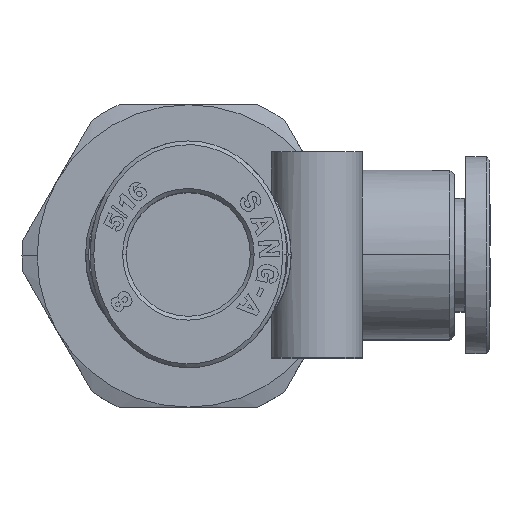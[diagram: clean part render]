
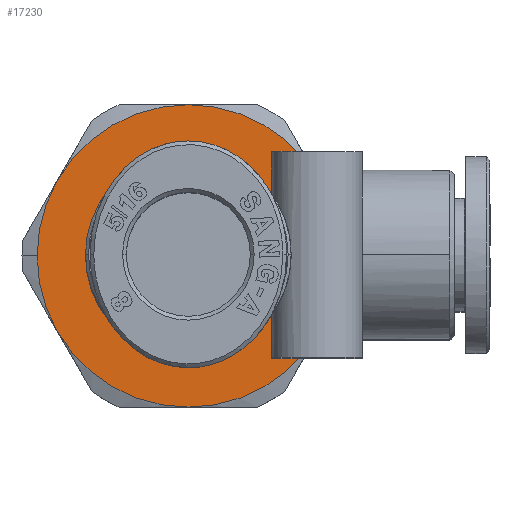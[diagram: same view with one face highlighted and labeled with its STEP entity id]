
A CAD part, top view. The second image highlights one B-rep face of the part: STEP entity #17230.
In plain terms, the highlighted face is planar.
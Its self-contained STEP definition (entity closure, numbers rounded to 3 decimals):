
#1229 = ORIENTED_EDGE ( 'NONE', *, *, #41856, .T. ) ;
#1548 = AXIS2_PLACEMENT_3D ( 'NONE', #11840, #14701, #8432 ) ;
#1646 = PLANE ( 'NONE',  #13246 ) ;
#2104 = CARTESIAN_POINT ( 'NONE',  ( 37.8, 0., -0.05 ) ) ;
#2942 = FACE_BOUND ( 'NONE', #23419, .T. ) ;
#3156 = CARTESIAN_POINT ( 'NONE',  ( 37.8, 0., 6.75 ) ) ;
#4030 = CIRCLE ( 'NONE', #22584, 10. ) ;
#4978 = CIRCLE ( 'NONE', #20662, 10. ) ;
#7267 = CIRCLE ( 'NONE', #14336, 10. ) ;
#7385 = VERTEX_POINT ( 'NONE', #3156 ) ;
#8432 = DIRECTION ( 'NONE',  ( 0., 1., 0. ) ) ;
#8648 = DIRECTION ( 'NONE',  ( 0., 0., 1. ) ) ;
#9702 = CARTESIAN_POINT ( 'NONE',  ( 37.8, 0., -0.05 ) ) ;
#10078 = DIRECTION ( 'NONE',  ( 0., 1., 0. ) ) ;
#10211 = CARTESIAN_POINT ( 'NONE',  ( 37.8, -10., -0.05 ) ) ;
#10364 = DIRECTION ( 'NONE',  ( -1., 0., 0. ) ) ;
#11048 = CIRCLE ( 'NONE', #17240, 10. ) ;
#11143 = AXIS2_PLACEMENT_3D ( 'NONE', #17778, #41564, #21194 ) ;
#11840 = CARTESIAN_POINT ( 'NONE',  ( 37.8, 0., -0.05 ) ) ;
#13246 = AXIS2_PLACEMENT_3D ( 'NONE', #39145, #29059, #8648 ) ;
#14336 = AXIS2_PLACEMENT_3D ( 'NONE', #21127, #41638, #28266 ) ;
#14401 = VERTEX_POINT ( 'NONE', #31056 ) ;
#14701 = DIRECTION ( 'NONE',  ( -1., 0., 0. ) ) ;
#15101 = VERTEX_POINT ( 'NONE', #19945 ) ;
#15985 = DIRECTION ( 'NONE',  ( -1., 0., 0. ) ) ;
#16351 = EDGE_CURVE ( 'NONE', #26391, #34887, #7267, .T. ) ;
#16804 = DIRECTION ( 'NONE',  ( -1., 0., 0. ) ) ;
#17230 = ADVANCED_FACE ( 'NONE', ( #2942, #40725 ), #1646, .T. ) ;
#17240 = AXIS2_PLACEMENT_3D ( 'NONE', #9702, #22815, #43625 ) ;
#17778 = CARTESIAN_POINT ( 'NONE',  ( 37.8, 0., -0.05 ) ) ;
#17861 = ORIENTED_EDGE ( 'NONE', *, *, #43254, .T. ) ;
#18104 = EDGE_CURVE ( 'NONE', #34887, #42418, #4978, .T. ) ;
#18569 = EDGE_LOOP ( 'NONE', ( #29029, #35339, #1229, #17861, #25021, #34365, #29392 ) ) ;
#19470 = CARTESIAN_POINT ( 'NONE',  ( 37.8, -5., 8.61 ) ) ;
#19664 = CARTESIAN_POINT ( 'NONE',  ( 37.8, 5., 8.61 ) ) ;
#19828 = CIRCLE ( 'NONE', #1548, 10. ) ;
#19945 = CARTESIAN_POINT ( 'NONE',  ( 37.8, 10., -0.05 ) ) ;
#19994 = CARTESIAN_POINT ( 'NONE',  ( 37.8, 0., -6.85 ) ) ;
#20592 = CARTESIAN_POINT ( 'NONE',  ( 37.8, 0., -10.05 ) ) ;
#20662 = AXIS2_PLACEMENT_3D ( 'NONE', #37149, #10364, #44138 ) ;
#20956 = CIRCLE ( 'NONE', #21651, 10. ) ;
#21113 = EDGE_CURVE ( 'NONE', #14401, #26391, #11048, .T. ) ;
#21127 = CARTESIAN_POINT ( 'NONE',  ( 37.8, 0., -0.05 ) ) ;
#21194 = DIRECTION ( 'NONE',  ( 0., 0., -1. ) ) ;
#21651 = AXIS2_PLACEMENT_3D ( 'NONE', #44152, #16804, #10078 ) ;
#22145 = DIRECTION ( 'NONE',  ( -1., 0., 0. ) ) ;
#22584 = AXIS2_PLACEMENT_3D ( 'NONE', #42356, #22145, #22592 ) ;
#22592 = DIRECTION ( 'NONE',  ( 0., 1., 0. ) ) ;
#22815 = DIRECTION ( 'NONE',  ( -1., 0., 0. ) ) ;
#23419 = EDGE_LOOP ( 'NONE', ( #38861, #23422 ) ) ;
#23422 = ORIENTED_EDGE ( 'NONE', *, *, #31797, .F. ) ;
#23612 = AXIS2_PLACEMENT_3D ( 'NONE', #2104, #29389, #32784 ) ;
#24682 = EDGE_CURVE ( 'NONE', #39119, #33070, #27917, .T. ) ;
#25021 = ORIENTED_EDGE ( 'NONE', *, *, #21113, .T. ) ;
#25353 = CARTESIAN_POINT ( 'NONE',  ( 37.8, -5., -8.71 ) ) ;
#26391 = VERTEX_POINT ( 'NONE', #20592 ) ;
#27917 = CIRCLE ( 'NONE', #23612, 10. ) ;
#28175 = CIRCLE ( 'NONE', #36810, 6.8 ) ;
#28266 = DIRECTION ( 'NONE',  ( 0., 0., -1. ) ) ;
#29029 = ORIENTED_EDGE ( 'NONE', *, *, #37258, .T. ) ;
#29059 = DIRECTION ( 'NONE',  ( -1., 0., 0. ) ) ;
#29389 = DIRECTION ( 'NONE',  ( -1., 0., 0. ) ) ;
#29392 = ORIENTED_EDGE ( 'NONE', *, *, #18104, .T. ) ;
#31056 = CARTESIAN_POINT ( 'NONE',  ( 37.8, 5., -8.71 ) ) ;
#31797 = EDGE_CURVE ( 'NONE', #7385, #44001, #28175, .T. ) ;
#32784 = DIRECTION ( 'NONE',  ( 0., 1., 0. ) ) ;
#33070 = VERTEX_POINT ( 'NONE', #19664 ) ;
#33728 = EDGE_CURVE ( 'NONE', #44001, #7385, #41818, .T. ) ;
#34365 = ORIENTED_EDGE ( 'NONE', *, *, #16351, .T. ) ;
#34887 = VERTEX_POINT ( 'NONE', #25353 ) ;
#35339 = ORIENTED_EDGE ( 'NONE', *, *, #24682, .T. ) ;
#36381 = CARTESIAN_POINT ( 'NONE',  ( 37.8, 0., -0.05 ) ) ;
#36810 = AXIS2_PLACEMENT_3D ( 'NONE', #36381, #15985, #43217 ) ;
#37149 = CARTESIAN_POINT ( 'NONE',  ( 37.8, 0., -0.05 ) ) ;
#37258 = EDGE_CURVE ( 'NONE', #42418, #39119, #19828, .T. ) ;
#38861 = ORIENTED_EDGE ( 'NONE', *, *, #33728, .F. ) ;
#39119 = VERTEX_POINT ( 'NONE', #19470 ) ;
#39145 = CARTESIAN_POINT ( 'NONE',  ( 37.8, -2.8, -0.05 ) ) ;
#40725 = FACE_OUTER_BOUND ( 'NONE', #18569, .T. ) ;
#41564 = DIRECTION ( 'NONE',  ( -1., 0., 0. ) ) ;
#41638 = DIRECTION ( 'NONE',  ( -1., 0., 0. ) ) ;
#41818 = CIRCLE ( 'NONE', #11143, 6.8 ) ;
#41856 = EDGE_CURVE ( 'NONE', #33070, #15101, #20956, .T. ) ;
#42356 = CARTESIAN_POINT ( 'NONE',  ( 37.8, 0., -0.05 ) ) ;
#42418 = VERTEX_POINT ( 'NONE', #10211 ) ;
#43217 = DIRECTION ( 'NONE',  ( 0., 0., -1. ) ) ;
#43254 = EDGE_CURVE ( 'NONE', #15101, #14401, #4030, .T. ) ;
#43625 = DIRECTION ( 'NONE',  ( 0., 0., -1. ) ) ;
#44001 = VERTEX_POINT ( 'NONE', #19994 ) ;
#44138 = DIRECTION ( 'NONE',  ( 0., 1., 0. ) ) ;
#44152 = CARTESIAN_POINT ( 'NONE',  ( 37.8, 0., -0.05 ) ) ;
